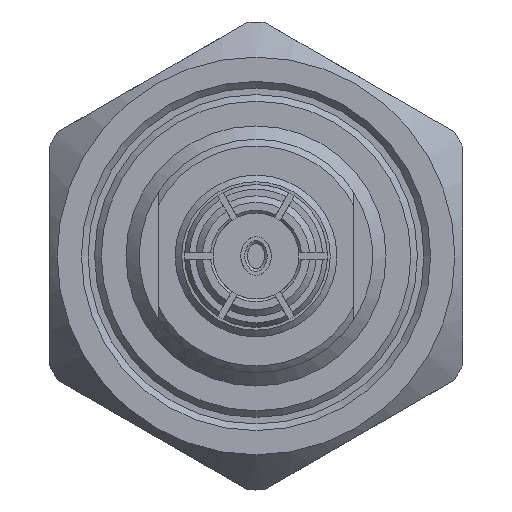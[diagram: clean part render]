
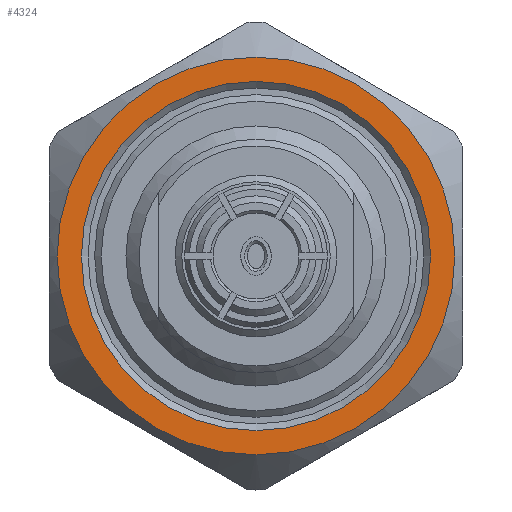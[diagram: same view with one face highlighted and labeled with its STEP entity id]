
A CAD part, left-side view. The second image highlights one B-rep face of the part: STEP entity #4324.
In plain terms, the highlighted planar face has unit normal (-1, 0, 0).
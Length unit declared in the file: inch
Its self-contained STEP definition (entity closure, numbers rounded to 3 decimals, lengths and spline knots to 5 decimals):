
#154 = CARTESIAN_POINT ( 'NONE',  ( 0.47269, 0., 0. ) ) ;
#529 = CARTESIAN_POINT ( 'NONE',  ( 0.47269, 0.13532, 0. ) ) ;
#766 = AXIS2_PLACEMENT_3D ( 'NONE', #1100, #5535, #4490 ) ;
#898 = EDGE_CURVE ( 'NONE', #3491, #3491, #4898, .T. ) ;
#998 = FACE_BOUND ( 'NONE', #1493, .T. ) ;
#1100 = CARTESIAN_POINT ( 'NONE',  ( 0.47269, 0., 0. ) ) ;
#1493 = EDGE_LOOP ( 'NONE', ( #3922 ) ) ;
#1504 = DIRECTION ( 'NONE',  ( 0., 1., 0. ) ) ;
#1632 = DIRECTION ( 'NONE',  ( 1., 0., 0. ) ) ;
#2167 = VERTEX_POINT ( 'NONE', #3616 ) ;
#2197 = EDGE_LOOP ( 'NONE', ( #3076 ) ) ;
#2922 = EDGE_CURVE ( 'NONE', #2167, #2167, #3693, .T. ) ;
#2927 = PLANE ( 'NONE',  #4771 ) ;
#3076 = ORIENTED_EDGE ( 'NONE', *, *, #898, .F. ) ;
#3491 = VERTEX_POINT ( 'NONE', #4000 ) ;
#3616 = CARTESIAN_POINT ( 'NONE',  ( 0.47269, 0., -0.13205 ) ) ;
#3693 = CIRCLE ( 'NONE', #766, 0.13205 ) ;
#3922 = ORIENTED_EDGE ( 'NONE', *, *, #2922, .T. ) ;
#4000 = CARTESIAN_POINT ( 'NONE',  ( 0.47269, 0., -0.15042 ) ) ;
#4324 = ADVANCED_FACE ( 'NONE', ( #998, #5369 ), #2927, .F. ) ;
#4490 = DIRECTION ( 'NONE',  ( 0., 0., -1. ) ) ;
#4771 = AXIS2_PLACEMENT_3D ( 'NONE', #529, #5868, #1504 ) ;
#4898 = CIRCLE ( 'NONE', #5304, 0.15042 ) ;
#5304 = AXIS2_PLACEMENT_3D ( 'NONE', #154, #1632, #5459 ) ;
#5369 = FACE_OUTER_BOUND ( 'NONE', #2197, .T. ) ;
#5459 = DIRECTION ( 'NONE',  ( 0., 0., -1. ) ) ;
#5535 = DIRECTION ( 'NONE',  ( 1., 0., 0. ) ) ;
#5868 = DIRECTION ( 'NONE',  ( 1., 0., 0. ) ) ;
